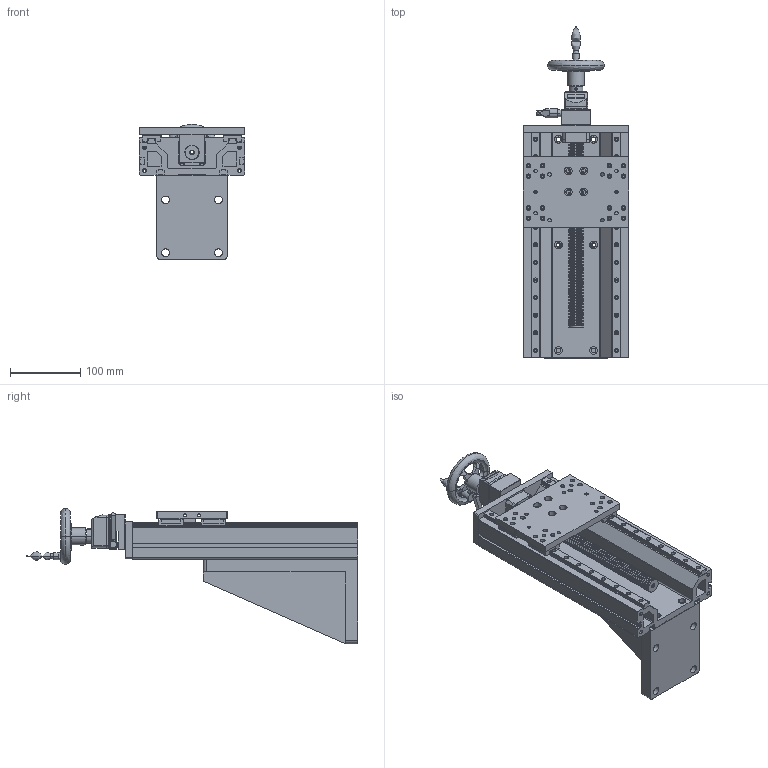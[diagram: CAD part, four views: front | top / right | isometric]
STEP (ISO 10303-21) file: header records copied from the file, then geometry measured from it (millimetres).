
FILE_DESCRIPTION (( 'STEP AP203' ), '1' );
FILE_NAME ('DHQ46-320-C.STEP', '2024-08-31T03:47:16', ( '' ), ( '' ), 'SwSTEP 2.0', 'SolidWorks 2023', '' );
FILE_SCHEMA (( 'CONFIG_CONTROL_DESIGN' ));
Length unit declared in the file: millimetre
Products named in the file (1): DHQ46-320-C
Bounding box: 150 x 471.5 x 192.5 mm (x, y, z)
Surface area: 479725.1 mm2 (no closed solid volume)
Topology: 0 solids, 26 shells, 894 faces, 3250 edges, 2380 vertices
Faces by surface type: cylinder 566, plane 261, cone 35, torus 21, bspline 11
Entity records: 42752 total; most frequent: CARTESIAN_POINT 16301, ORIENTED_EDGE 5437, DIRECTION 5160, EDGE_CURVE 3247, VERTEX_POINT 2380, AXIS2_PLACEMENT_3D 1856, VECTOR 1448, LINE 1448
